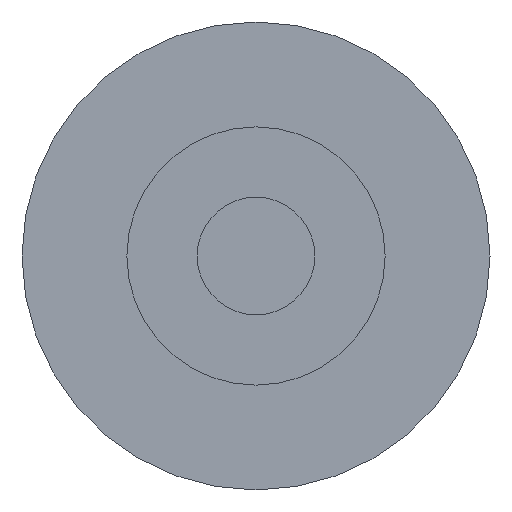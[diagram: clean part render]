
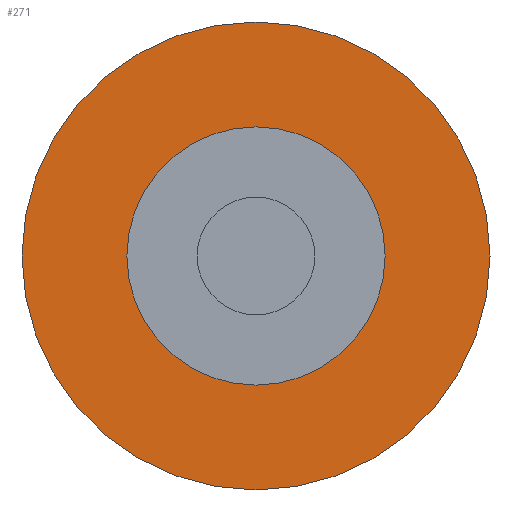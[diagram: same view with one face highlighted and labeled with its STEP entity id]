
A CAD part, front view. The second image highlights one B-rep face of the part: STEP entity #271.
In plain terms, the highlighted planar face has unit normal (0, -1, 0).
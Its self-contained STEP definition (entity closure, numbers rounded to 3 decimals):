
#17=FACE_BOUND('',#64,.T.);
#28=PLANE('',#323);
#43=FACE_OUTER_BOUND('',#63,.T.);
#63=EDGE_LOOP('',(#215));
#64=EDGE_LOOP('',(#216));
#106=CIRCLE('',#322,45.75);
#107=CIRCLE('',#324,12.7);
#127=VERTEX_POINT('',#506);
#128=VERTEX_POINT('',#510);
#156=EDGE_CURVE('',#127,#127,#106,.T.);
#158=EDGE_CURVE('',#128,#128,#107,.T.);
#215=ORIENTED_EDGE('',*,*,#156,.T.);
#216=ORIENTED_EDGE('',*,*,#158,.F.);
#271=ADVANCED_FACE('',(#43,#17),#28,.T.);
#322=AXIS2_PLACEMENT_3D('',#507,#398,#399);
#323=AXIS2_PLACEMENT_3D('',#509,#401,#402);
#324=AXIS2_PLACEMENT_3D('',#511,#403,#404);
#398=DIRECTION('center_axis',(0.,-1.,0.));
#399=DIRECTION('ref_axis',(1.,0.,0.));
#401=DIRECTION('center_axis',(0.,-1.,0.));
#402=DIRECTION('ref_axis',(0.,0.,-1.));
#403=DIRECTION('center_axis',(0.,-1.,0.));
#404=DIRECTION('ref_axis',(1.,0.,0.));
#506=CARTESIAN_POINT('',(-45.75,25.25,0.));
#507=CARTESIAN_POINT('Origin',(0.,25.25,0.));
#509=CARTESIAN_POINT('Origin',(12.7,25.25,0.));
#510=CARTESIAN_POINT('',(-12.7,25.25,0.));
#511=CARTESIAN_POINT('Origin',(0.,25.25,0.));
